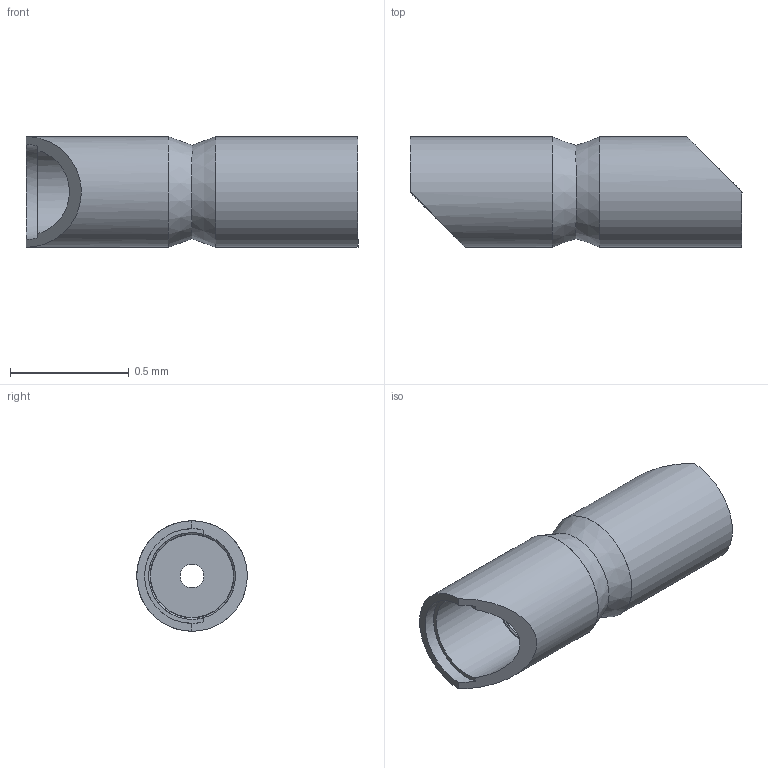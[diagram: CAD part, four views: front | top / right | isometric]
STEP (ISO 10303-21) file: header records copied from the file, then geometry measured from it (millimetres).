
FILE_DESCRIPTION(/* description */ (''),/* implementation_level */ '2;1');
FILE_NAME(/* name */ 'MV_MU_100_200_1.stp',/* time_stamp */ '2023-06-06T15:51:37+02:00',/* author */ ('vakilim'),/* organization */ (''),/* preprocessor_version */ 'ST-DEVELOPER v19.2',/* originating_system */ 'Autodesk Inventor 2023',/* authorisation */ '');
FILE_SCHEMA (('AUTOMOTIVE_DESIGN { 1 0 10303 214 3 1 1 }'));
Length unit declared in the file: millimetre
Products named in the file (1): MV_MU_100_200_11
Bounding box: 1.4 x 0.47 x 0.47 mm (x, y, z)
Volume: 0.1 mm3; surface area: 3.6 mm2
Topology: 1 solids, 1 shells, 35 faces, 84 edges, 53 vertices
Faces by surface type: cone 14, cylinder 11, plane 10
Full cylindrical faces by diameter (mm): 0.1 x1, 0.366 x6, 0.466 x2
Entity records: 1086 total; most frequent: DIRECTION 209, CARTESIAN_POINT 173, ORIENTED_EDGE 168, AXIS2_PLACEMENT_3D 89, EDGE_CURVE 84, VERTEX_POINT 53, CIRCLE 43, EDGE_LOOP 39
